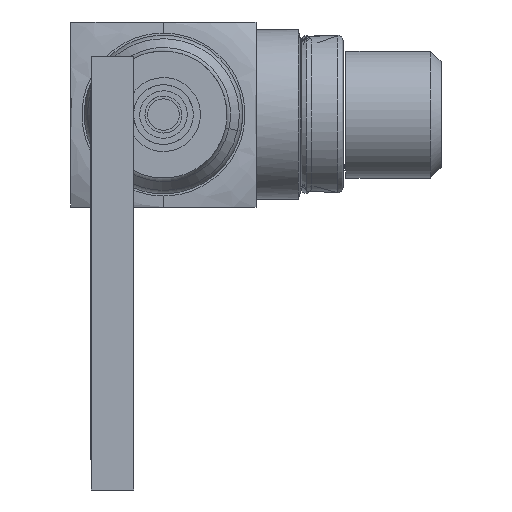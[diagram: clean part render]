
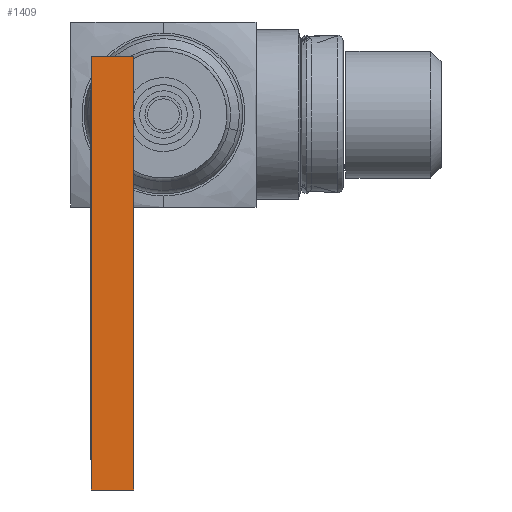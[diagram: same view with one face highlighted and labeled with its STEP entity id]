
A CAD part, left-side view. The second image highlights one B-rep face of the part: STEP entity #1409.
In plain terms, the highlighted planar face has unit normal (-1, 0, 0).
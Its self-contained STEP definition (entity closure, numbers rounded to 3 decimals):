
#422 = CARTESIAN_POINT ( 'NONE',  ( -37.5, 0.267, -4.1 ) ) ;
#486 = CARTESIAN_POINT ( 'NONE',  ( -37.5, 0.533, -4.1 ) ) ;
#812 = B_SPLINE_CURVE_WITH_KNOTS ( 'NONE', 3,
 ( #5456, #1984, #10646, #9035 ),
 .UNSPECIFIED., .F., .F.,
 ( 4, 4 ),
 ( 0., 1. ),
 .UNSPECIFIED. ) ;
#956 = ORIENTED_EDGE ( 'NONE', *, *, #9200, .T. ) ;
#1409 = ADVANCED_FACE ( 'NONE', ( #4721 ), #1414, .F. ) ;
#1414 = PLANE ( 'NONE',  #2118 ) ;
#1524 = B_SPLINE_CURVE_WITH_KNOTS ( 'NONE', 3,
 ( #2743, #7080, #8741, #3587 ),
 .UNSPECIFIED., .F., .F.,
 ( 4, 4 ),
 ( 0., 1. ),
 .UNSPECIFIED. ) ;
#1578 = CARTESIAN_POINT ( 'NONE',  ( -37.5, 0., 4.1 ) ) ;
#1850 = CARTESIAN_POINT ( 'NONE',  ( -37.5, 0., -1.367 ) ) ;
#1984 = CARTESIAN_POINT ( 'NONE',  ( -37.5, 0.8, -1.367 ) ) ;
#2118 = AXIS2_PLACEMENT_3D ( 'NONE', #9997, #5715, #7405 ) ;
#2405 = ORIENTED_EDGE ( 'NONE', *, *, #4405, .F. ) ;
#2743 = CARTESIAN_POINT ( 'NONE',  ( -37.5, 0., 4.1 ) ) ;
#3157 = EDGE_LOOP ( 'NONE', ( #956, #2405, #5231, #10568 ) ) ;
#3174 = B_SPLINE_CURVE_WITH_KNOTS ( 'NONE', 3,
 ( #7891, #6116, #1850, #5326 ),
 .UNSPECIFIED., .F., .F.,
 ( 4, 4 ),
 ( 0., 1. ),
 .UNSPECIFIED. ) ;
#3587 = CARTESIAN_POINT ( 'NONE',  ( -37.5, 0.8, 4.1 ) ) ;
#3752 = CARTESIAN_POINT ( 'NONE',  ( -37.5, 0.8, -4.1 ) ) ;
#4405 = EDGE_CURVE ( 'NONE', #8670, #6534, #812, .T. ) ;
#4721 = FACE_OUTER_BOUND ( 'NONE', #3157, .T. ) ;
#5195 = VERTEX_POINT ( 'NONE', #6806 ) ;
#5231 = ORIENTED_EDGE ( 'NONE', *, *, #6155, .T. ) ;
#5326 = CARTESIAN_POINT ( 'NONE',  ( -37.5, 0., -4.1 ) ) ;
#5456 = CARTESIAN_POINT ( 'NONE',  ( -37.5, 0.8, -4.1 ) ) ;
#5715 = DIRECTION ( 'NONE',  ( 1., 0., 0. ) ) ;
#6116 = CARTESIAN_POINT ( 'NONE',  ( -37.5, 0., 1.367 ) ) ;
#6155 = EDGE_CURVE ( 'NONE', #8670, #5195, #7740, .T. ) ;
#6534 = VERTEX_POINT ( 'NONE', #10498 ) ;
#6806 = CARTESIAN_POINT ( 'NONE',  ( -37.5, 0., -4.1 ) ) ;
#7080 = CARTESIAN_POINT ( 'NONE',  ( -37.5, 0.267, 4.1 ) ) ;
#7331 = CARTESIAN_POINT ( 'NONE',  ( -37.5, 0., -4.1 ) ) ;
#7405 = DIRECTION ( 'NONE',  ( 0., 1., 0. ) ) ;
#7506 = EDGE_CURVE ( 'NONE', #10068, #5195, #3174, .T. ) ;
#7740 = B_SPLINE_CURVE_WITH_KNOTS ( 'NONE', 3,
 ( #10700, #486, #422, #7331 ),
 .UNSPECIFIED., .F., .F.,
 ( 4, 4 ),
 ( 0., 1. ),
 .UNSPECIFIED. ) ;
#7891 = CARTESIAN_POINT ( 'NONE',  ( -37.5, 0., 4.1 ) ) ;
#8670 = VERTEX_POINT ( 'NONE', #3752 ) ;
#8741 = CARTESIAN_POINT ( 'NONE',  ( -37.5, 0.533, 4.1 ) ) ;
#9035 = CARTESIAN_POINT ( 'NONE',  ( -37.5, 0.8, 4.1 ) ) ;
#9200 = EDGE_CURVE ( 'NONE', #10068, #6534, #1524, .T. ) ;
#9997 = CARTESIAN_POINT ( 'NONE',  ( -37.5, 0.8, 4.1 ) ) ;
#10068 = VERTEX_POINT ( 'NONE', #1578 ) ;
#10498 = CARTESIAN_POINT ( 'NONE',  ( -37.5, 0.8, 4.1 ) ) ;
#10568 = ORIENTED_EDGE ( 'NONE', *, *, #7506, .F. ) ;
#10646 = CARTESIAN_POINT ( 'NONE',  ( -37.5, 0.8, 1.367 ) ) ;
#10700 = CARTESIAN_POINT ( 'NONE',  ( -37.5, 0.8, -4.1 ) ) ;
